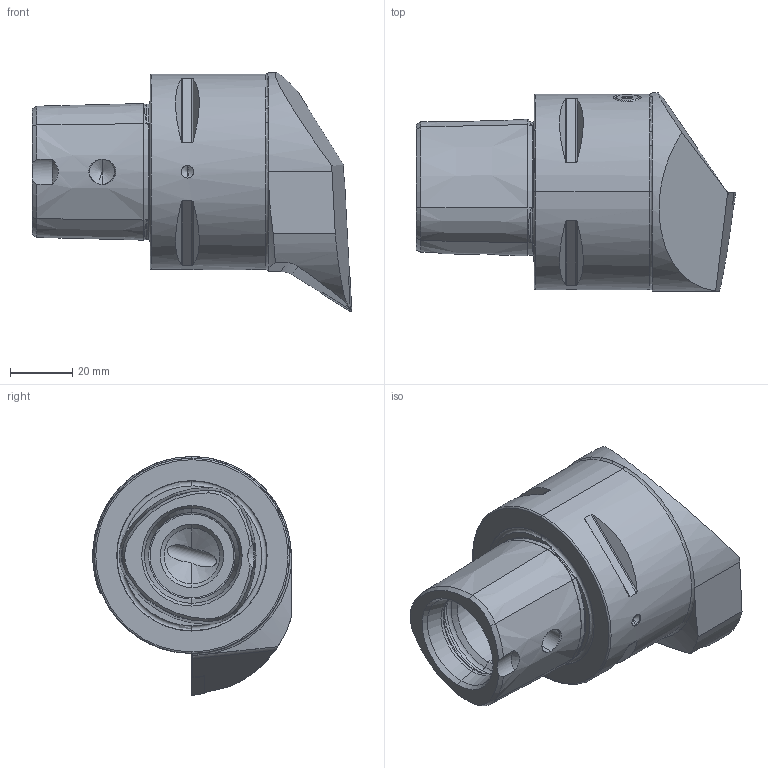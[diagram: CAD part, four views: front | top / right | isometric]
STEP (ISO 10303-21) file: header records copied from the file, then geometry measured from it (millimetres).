
FILE_DESCRIPTION (( 'STEP AP214' ), '1' );
FILE_NAME ('PS6.KDB.RUA.065-HP.STEP', '2020-09-11T11:41:50', ( '' ), ( '' ), 'SwSTEP 2.0', 'SolidWorks 2017', '' );
FILE_SCHEMA (( 'AUTOMOTIVE_DESIGN' ));
Length unit declared in the file: millimetre
Products named in the file (10): ISO 8752 2x8; DIN 7991 - M5x15; DIN 3771 - 13x1; PS6.KDB.RUA.065-HP; CHP-ER1.008.014_A; WCB-ER2.001.009_A; PS6-KDB.RUA.065-HP_A; DCMT11T304; CHP-ER1.015.006; CHP-ER1.015.006_A
Assembly tree (9 placements, depth 3):
  PS6.KDB.RUA.065-HP
    PS6-KDB.RUA.065-HP_A
    WCB-ER2.001.009_A
    DCMT11T304
    CHP-ER1.008.014_A
    CHP-ER1.015.006
      CHP-ER1.015.006_A
      DIN 3771 - 13x1
      DIN 7991 - M5x15
    ISO 8752 2x8
Bounding box: 103 x 63.96 x 77.01 mm (x, y, z)
Volume: 187205.1 mm3; surface area: 32191.6 mm2
Topology: 8 solids, 8 shells, 379 faces, 911 edges, 538 vertices
Faces by surface type: cone 119, cylinder 99, plane 91, torus 51, bspline 17, sphere 2
Entity records: 12644 total; most frequent: CARTESIAN_POINT 3684, ORIENTED_EDGE 1778, DIRECTION 1776, EDGE_CURVE 889, AXIS2_PLACEMENT_3D 724, VERTEX_POINT 538, EDGE_LOOP 405, ADVANCED_FACE 379
